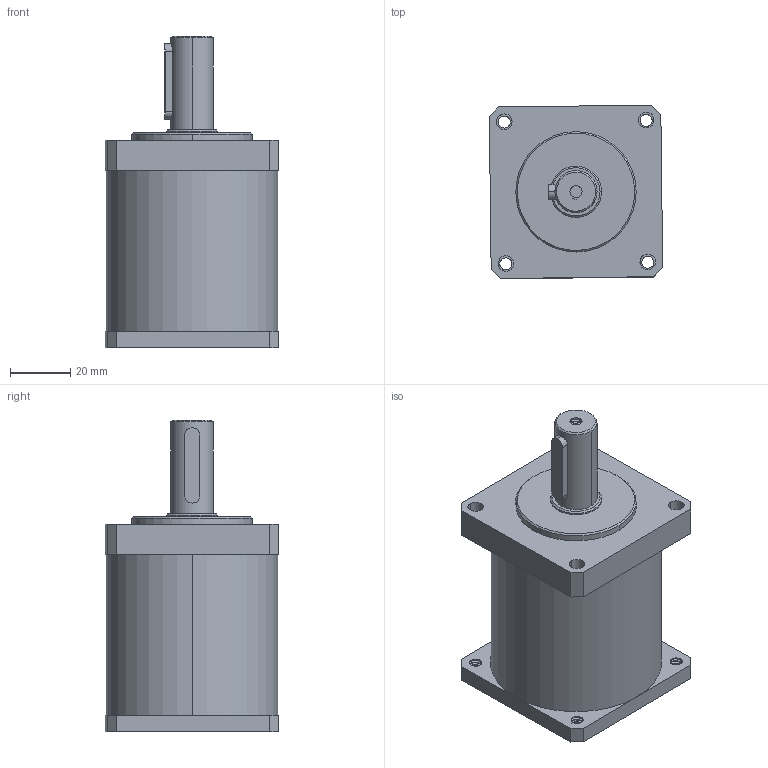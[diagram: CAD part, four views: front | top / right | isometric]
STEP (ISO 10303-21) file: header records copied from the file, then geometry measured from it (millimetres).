
FILE_DESCRIPTION (( 'STEP AP214' ), '1' );
FILE_NAME ('57XG媼撰厒掀.STEP', '2023-07-29T17:17:37', ( '' ), ( '' ), 'SwSTEP 2.0', 'SolidWorks 2021', '' );
FILE_SCHEMA (( 'AUTOMOTIVE_DESIGN' ));
Length unit declared in the file: millimetre
Products named in the file (4): 57XG媼撰厒掀儂旯; 57XG媼撰厒掀; 57XG熬厒菁釱; 57XG熬厒奻
Assembly tree (3 placements, depth 2):
  57XG媼撰厒掀
    57XG媼撰厒掀儂旯
    57XG熬厒菁釱
    57XG熬厒奻
Bounding box: 57.6 x 57.6 x 103.5 mm (x, y, z)
Volume: 189141.6 mm3; surface area: 33425.1 mm2
Topology: 3 solids, 3 shells, 151 faces, 388 edges, 249 vertices
Faces by surface type: cylinder 94, plane 36, bspline 15, cone 6
Entity records: 11215 total; most frequent: CARTESIAN_POINT 7798, ORIENTED_EDGE 776, DIRECTION 588, EDGE_CURVE 388, VERTEX_POINT 249, AXIS2_PLACEMENT_3D 208, EDGE_LOOP 175, LINE 172
